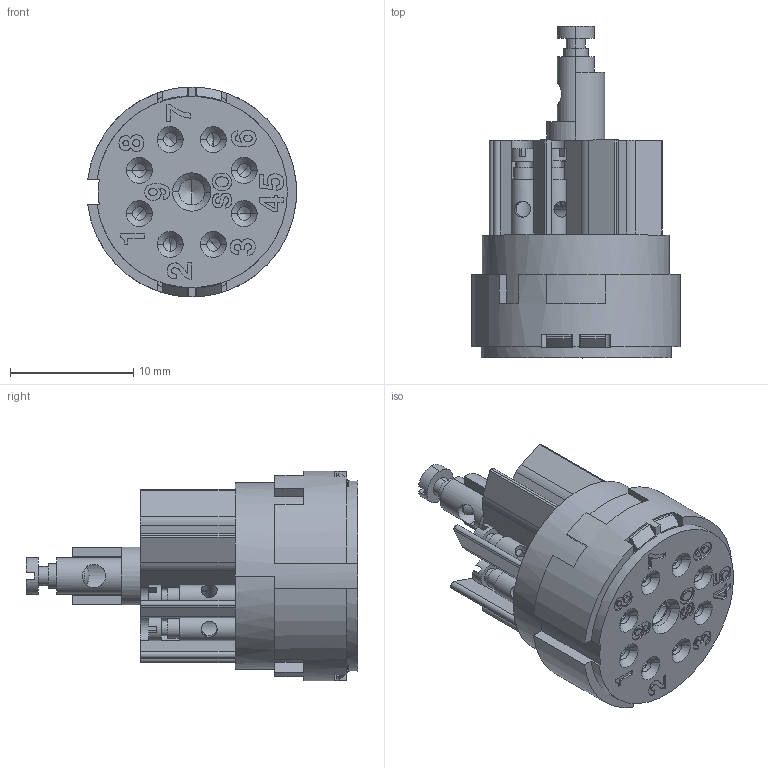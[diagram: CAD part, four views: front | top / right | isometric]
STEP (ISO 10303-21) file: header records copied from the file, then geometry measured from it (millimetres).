
FILE_DESCRIPTION((''),'2;1');
FILE_NAME('HR23-009-F_SW0001_1_SW0001','2017-07-12T',('y.wang'),(''),'PRO/ENGINEER BY PARAMETRIC TECHNOLOGY CORPORATION, 2012480','PRO/ENGINEER BY PARAMETRIC TECHNOLOGY CORPORATION, 2012480','');
FILE_SCHEMA(('CONFIG_CONTROL_DESIGN'));
Length unit declared in the file: millimetre
Products named in the file (1): HR23-009-F_SW0001_1_SW0001
Bounding box: 16.91 x 26.9 x 17 mm (x, y, z)
Volume: 2526.5 mm3; surface area: 4327.9 mm2
Topology: 1 solids, 1 shells, 1238 faces, 3568 edges, 2382 vertices
Faces by surface type: plane 432, extrusion 348, cylinder 294, cone 108, torus 38, sphere 18
Entity records: 43937 total; most frequent: CARTESIAN_POINT 12001, ORIENTED_EDGE 7064, DIRECTION 5904, EDGE_CURVE 3532, VERTEX_POINT 2382, AXIS2_PLACEMENT_3D 1988, VECTOR 1928, LINE 1580
